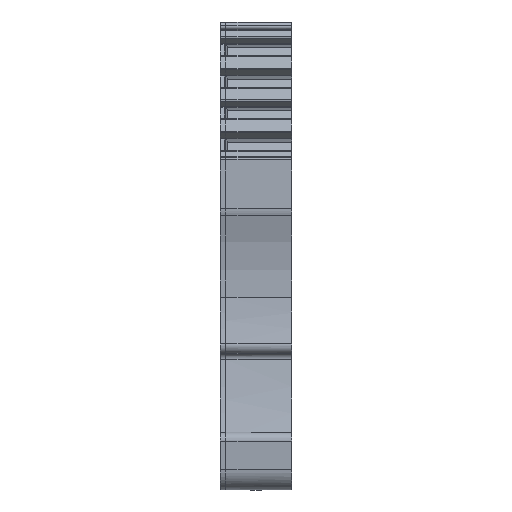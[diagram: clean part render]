
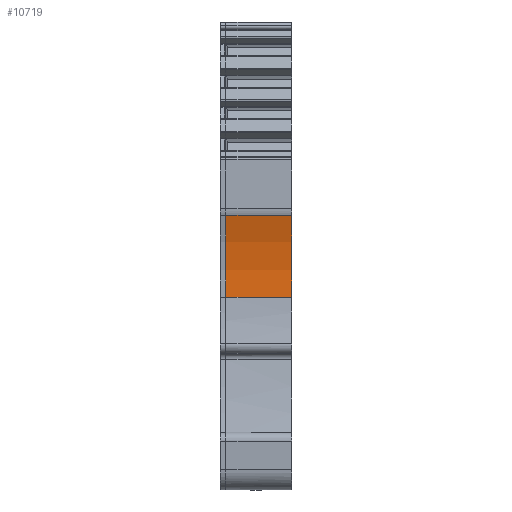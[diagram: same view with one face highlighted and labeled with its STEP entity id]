
A CAD part, front view. The second image highlights one B-rep face of the part: STEP entity #10719.
In plain terms, the highlighted cylindrical face has radius 20 mm (diameter 40 mm), a partial arc.
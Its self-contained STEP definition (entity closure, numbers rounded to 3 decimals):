
#5964=AXIS2_PLACEMENT_3D('Circle Axis2P3D',#5962,#5963,$) ;
#10699=AXIS2_PLACEMENT_3D('Cylinder Axis2P3D',#10696,#10697,#10698) ;
#10703=AXIS2_PLACEMENT_3D('Circle Axis2P3D',#10701,#10702,$) ;
#5959=CARTESIAN_POINT('Vertex',(6.5,0.099,25.058)) ;
#5962=CARTESIAN_POINT('Axis2P3D Location',(6.5,-18.911,18.843)) ;
#5966=CARTESIAN_POINT('Vertex',(6.5,1.048,17.569)) ;
#10676=CARTESIAN_POINT('Line Origine',(3.25,0.099,25.058)) ;
#10680=CARTESIAN_POINT('Vertex',(0.5,0.099,25.058)) ;
#10696=CARTESIAN_POINT('Axis2P3D Location',(3.25,-18.911,18.843)) ;
#10701=CARTESIAN_POINT('Axis2P3D Location',(0.5,-18.911,18.843)) ;
#10705=CARTESIAN_POINT('Vertex',(0.5,1.048,17.569)) ;
#10708=CARTESIAN_POINT('Line Origine',(3.25,1.048,17.569)) ;
#5963=DIRECTION('Axis2P3D Direction',(-1.,0.,0.)) ;
#10677=DIRECTION('Vector Direction',(-1.,0.,0.)) ;
#10697=DIRECTION('Axis2P3D Direction',(-1.,0.,0.)) ;
#10698=DIRECTION('Axis2P3D XDirection',(0.,0.951,0.311)) ;
#10702=DIRECTION('Axis2P3D Direction',(-1.,0.,0.)) ;
#10709=DIRECTION('Vector Direction',(-1.,0.,0.)) ;
#10678=VECTOR('Line Direction',#10677,1.) ;
#10710=VECTOR('Line Direction',#10709,1.) ;
#10714=ORIENTED_EDGE('',*,*,#10707,.T.) ;
#10715=ORIENTED_EDGE('',*,*,#10712,.T.) ;
#10716=ORIENTED_EDGE('',*,*,#5968,.T.) ;
#10717=ORIENTED_EDGE('',*,*,#10682,.T.) ;
#10719=ADVANCED_FACE('KLTR_ZTPE4-2AN-1.1\\Hauptk\X2\00F6\X0\rper',(#10718),#10700,.F.) ;
#5965=CIRCLE('generated circle',#5964,20.) ;
#10704=CIRCLE('generated circle',#10703,20.) ;
#10700=CYLINDRICAL_SURFACE('generated cylinder',#10699,20.) ;
#5968=EDGE_CURVE('',#5967,#5960,#5965,.F.) ;
#10682=EDGE_CURVE('',#5960,#10681,#10679,.T.) ;
#10707=EDGE_CURVE('',#10681,#10706,#10704,.T.) ;
#10712=EDGE_CURVE('',#10706,#5967,#10711,.F.) ;
#10713=EDGE_LOOP('',(#10714,#10715,#10716,#10717)) ;
#10718=FACE_OUTER_BOUND('',#10713,.T.) ;
#10679=LINE('Line',#10676,#10678) ;
#10711=LINE('Line',#10708,#10710) ;
#5960=VERTEX_POINT('',#5959) ;
#5967=VERTEX_POINT('',#5966) ;
#10681=VERTEX_POINT('',#10680) ;
#10706=VERTEX_POINT('',#10705) ;
